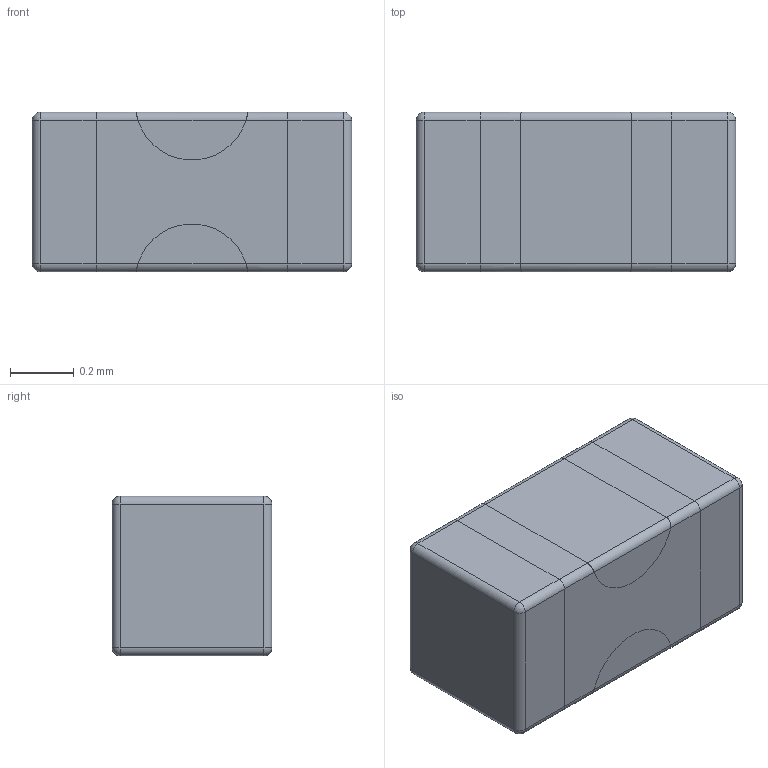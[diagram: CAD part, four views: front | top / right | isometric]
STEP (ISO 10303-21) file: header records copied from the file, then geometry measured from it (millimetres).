
FILE_DESCRIPTION (( 'STEP AP214' ), '1' );
FILE_NAME ('NFM15HC105D0G3D.STEP', '2022-06-27T19:02:52', ( '' ), ( '' ), 'SwSTEP 2.0', 'SolidWorks 2020', '' );
FILE_SCHEMA (( 'AUTOMOTIVE_DESIGN' ));
Length unit declared in the file: millimetre
Products named in the file (1): NFM15HC105D0G3D
Bounding box: 1 x 0.5 x 0.5 mm (x, y, z)
Volume: 0.2 mm3; surface area: 4.4 mm2
Topology: 5 solids, 5 shells, 66 faces, 152 edges, 88 vertices
Faces by surface type: cylinder 32, plane 26, sphere 8
Entity records: 2062 total; most frequent: CARTESIAN_POINT 539, DIRECTION 310, ORIENTED_EDGE 288, EDGE_CURVE 144, AXIS2_PLACEMENT_3D 115, VERTEX_POINT 88, VECTOR 80, LINE 80
